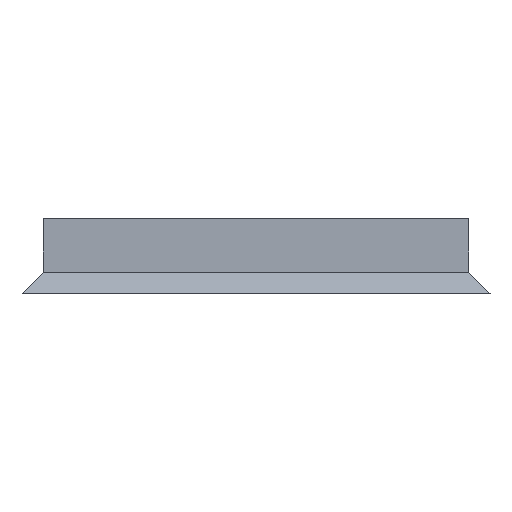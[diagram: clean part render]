
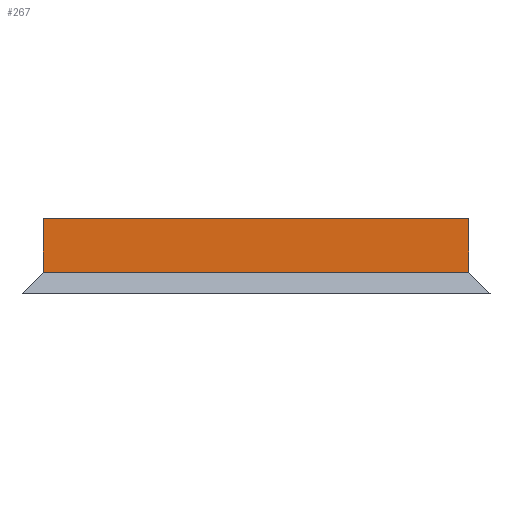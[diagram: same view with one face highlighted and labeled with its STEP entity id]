
A CAD part, left-side view. The second image highlights one B-rep face of the part: STEP entity #267.
In plain terms, the highlighted planar face has unit normal (-1, 0, 0).
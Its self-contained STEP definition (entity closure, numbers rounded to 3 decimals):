
#42 = CARTESIAN_POINT ( 'NONE',  ( -33.904, -19.578, 0. ) ) ;
#145 = PLANE ( 'NONE',  #308 ) ;
#163 = LINE ( 'NONE', #359, #970 ) ;
#210 = EDGE_CURVE ( 'NONE', #310, #653, #597, .T. ) ;
#220 = LINE ( 'NONE', #614, #1001 ) ;
#226 = LINE ( 'NONE', #876, #1223 ) ;
#267 = ADVANCED_FACE ( 'NONE', ( #1288 ), #145, .T. ) ;
#282 = DIRECTION ( 'NONE',  ( 0., 0., 1. ) ) ;
#305 = CARTESIAN_POINT ( 'NONE',  ( -33.904, 265.422, 14.142 ) ) ;
#306 = EDGE_CURVE ( 'NONE', #749, #691, #220, .T. ) ;
#308 = AXIS2_PLACEMENT_3D ( 'NONE', #42, #350, #1110 ) ;
#310 = VERTEX_POINT ( 'NONE', #305 ) ;
#350 = DIRECTION ( 'NONE',  ( -1., 0., 0. ) ) ;
#359 = CARTESIAN_POINT ( 'NONE',  ( -33.904, -19.578, 50. ) ) ;
#430 = EDGE_CURVE ( 'NONE', #310, #749, #226, .T. ) ;
#528 = VECTOR ( 'NONE', #282, 1000. ) ;
#567 = DIRECTION ( 'NONE',  ( 0., -1., 0. ) ) ;
#576 = ORIENTED_EDGE ( 'NONE', *, *, #306, .T. ) ;
#597 = LINE ( 'NONE', #1128, #528 ) ;
#611 = CARTESIAN_POINT ( 'NONE',  ( -33.904, 265.422, 50. ) ) ;
#614 = CARTESIAN_POINT ( 'NONE',  ( -33.904, -19.578, 14.142 ) ) ;
#653 = VERTEX_POINT ( 'NONE', #611 ) ;
#679 = ORIENTED_EDGE ( 'NONE', *, *, #430, .T. ) ;
#691 = VERTEX_POINT ( 'NONE', #1345 ) ;
#709 = EDGE_LOOP ( 'NONE', ( #679, #576, #934, #1177 ) ) ;
#749 = VERTEX_POINT ( 'NONE', #856 ) ;
#856 = CARTESIAN_POINT ( 'NONE',  ( -33.904, -19.578, 14.142 ) ) ;
#876 = CARTESIAN_POINT ( 'NONE',  ( -33.904, 265.422, 14.142 ) ) ;
#902 = DIRECTION ( 'NONE',  ( 0., 1., 0. ) ) ;
#934 = ORIENTED_EDGE ( 'NONE', *, *, #1359, .T. ) ;
#970 = VECTOR ( 'NONE', #902, 1000. ) ;
#1001 = VECTOR ( 'NONE', #1156, 1000. ) ;
#1110 = DIRECTION ( 'NONE',  ( 0., 0., 1. ) ) ;
#1128 = CARTESIAN_POINT ( 'NONE',  ( -33.904, 265.422, 14.142 ) ) ;
#1156 = DIRECTION ( 'NONE',  ( 0., 0., 1. ) ) ;
#1177 = ORIENTED_EDGE ( 'NONE', *, *, #210, .F. ) ;
#1223 = VECTOR ( 'NONE', #567, 1000. ) ;
#1288 = FACE_OUTER_BOUND ( 'NONE', #709, .T. ) ;
#1345 = CARTESIAN_POINT ( 'NONE',  ( -33.904, -19.578, 50. ) ) ;
#1359 = EDGE_CURVE ( 'NONE', #691, #653, #163, .T. ) ;
